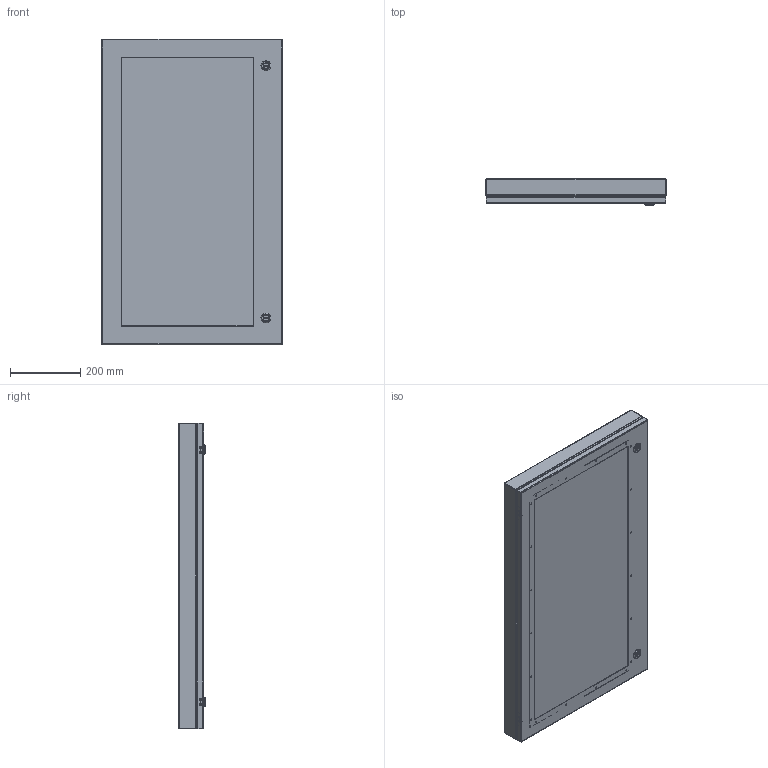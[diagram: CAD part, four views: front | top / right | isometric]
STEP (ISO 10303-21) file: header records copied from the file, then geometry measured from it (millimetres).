
FILE_DESCRIPTION (( 'STEP AP203' ), '1' );
FILE_NAME ('1481WSSDH3624_Default.step', '2019-11-12T17:57:57', ( '' ), ( '' ), 'SwSTEP 2.0', 'SolidWorks 2019', '' );
FILE_SCHEMA (( 'CONFIG_CONTROL_DESIGN' ));
Length unit declared in the file: inch
Products named in the file (1): 1481WSSDH3624_Default
Bounding box: 511.56 x 73.91 x 868.43 mm (x, y, z)
Volume: 2922679.2 mm3; surface area: 1811152.3 mm2
Topology: 67 solids, 67 shells, 1490 faces, 3242 edges, 1936 vertices
Faces by surface type: plane 806, cylinder 436, cone 144, bspline 92, torus 12
Entity records: 45229 total; most frequent: CARTESIAN_POINT 12885, DIRECTION 6720, ORIENTED_EDGE 6484, EDGE_CURVE 3242, AXIS2_PLACEMENT_3D 2491, VERTEX_POINT 1936, VECTOR 1738, LINE 1738
